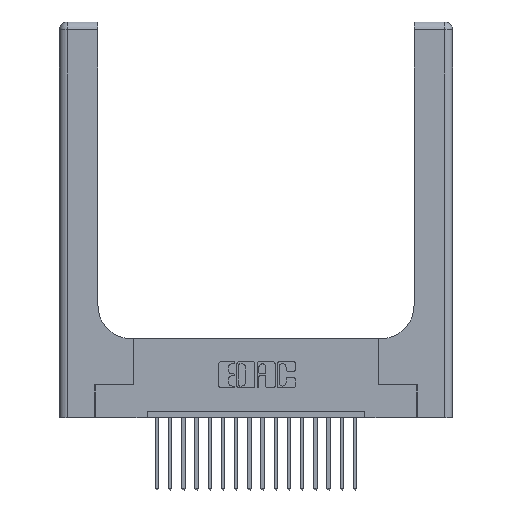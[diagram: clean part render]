
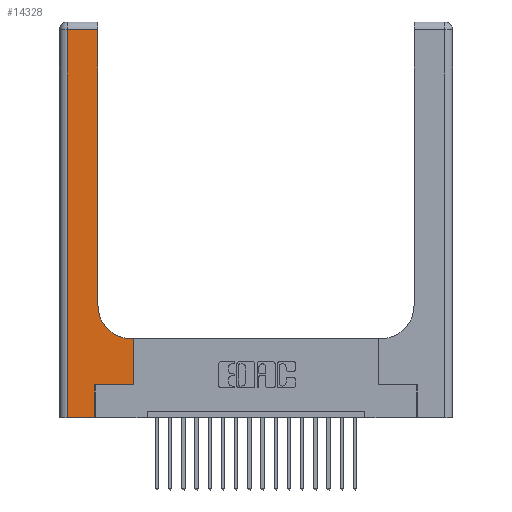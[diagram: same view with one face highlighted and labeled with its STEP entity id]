
A CAD part, top view. The second image highlights one B-rep face of the part: STEP entity #14328.
In plain terms, the highlighted planar face has unit normal (0, 0, 1).
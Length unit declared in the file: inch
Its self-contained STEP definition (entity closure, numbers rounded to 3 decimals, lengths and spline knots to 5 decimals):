
#5 = ORIENTED_EDGE ( 'NONE', *, *, #15726, .T. ) ;
#162 = ORIENTED_EDGE ( 'NONE', *, *, #8292, .T. ) ;
#553 = EDGE_CURVE ( 'NONE', #3990, #5915, #2310, .T. ) ;
#889 = DIRECTION ( 'NONE',  ( 0., 0., -1. ) ) ;
#993 = CARTESIAN_POINT ( 'NONE',  ( 0.5585, 0.6, 0.37 ) ) ;
#1128 = DIRECTION ( 'NONE',  ( 1., 0., 0. ) ) ;
#1284 = VECTOR ( 'NONE', #7289, 39.37008 ) ;
#1469 = AXIS2_PLACEMENT_3D ( 'NONE', #16813, #889, #7140 ) ;
#1649 = VERTEX_POINT ( 'NONE', #11937 ) ;
#2004 = CARTESIAN_POINT ( 'NONE',  ( 0.5585, 0.25, 0.37 ) ) ;
#2231 = EDGE_CURVE ( 'NONE', #20300, #13740, #20132, .T. ) ;
#2244 = LINE ( 'NONE', #6403, #5494 ) ;
#2310 = LINE ( 'NONE', #13323, #17836 ) ;
#2461 = CARTESIAN_POINT ( 'NONE',  ( 0.269, 0., 0.37 ) ) ;
#2477 = VECTOR ( 'NONE', #17953, 39.37008 ) ;
#2956 = LINE ( 'NONE', #20175, #6177 ) ;
#3149 = AXIS2_PLACEMENT_3D ( 'NONE', #11324, #9628, #4943 ) ;
#3241 = CARTESIAN_POINT ( 'NONE',  ( 0.269, 0., 0.37 ) ) ;
#3492 = PLANE ( 'NONE',  #3149 ) ;
#3786 = CARTESIAN_POINT ( 'NONE',  ( 0.2915, 2.94, 0.37 ) ) ;
#3990 = VERTEX_POINT ( 'NONE', #2004 ) ;
#4381 = ORIENTED_EDGE ( 'NONE', *, *, #13208, .T. ) ;
#4483 = ORIENTED_EDGE ( 'NONE', *, *, #2231, .T. ) ;
#4673 = EDGE_CURVE ( 'NONE', #5915, #5914, #6741, .T. ) ;
#4688 = EDGE_CURVE ( 'NONE', #15027, #20300, #12505, .T. ) ;
#4943 = DIRECTION ( 'NONE',  ( -1., 0., 0. ) ) ;
#5494 = VECTOR ( 'NONE', #19235, 39.37008 ) ;
#5768 = EDGE_CURVE ( 'NONE', #5914, #1649, #14220, .T. ) ;
#5914 = VERTEX_POINT ( 'NONE', #13711 ) ;
#5915 = VERTEX_POINT ( 'NONE', #993 ) ;
#6106 = ORIENTED_EDGE ( 'NONE', *, *, #4673, .T. ) ;
#6177 = VECTOR ( 'NONE', #1128, 39.37008 ) ;
#6403 = CARTESIAN_POINT ( 'NONE',  ( 0., 2.94, 0.37 ) ) ;
#6741 = LINE ( 'NONE', #16756, #1284 ) ;
#6904 = ORIENTED_EDGE ( 'NONE', *, *, #4688, .T. ) ;
#7140 = DIRECTION ( 'NONE',  ( 1., 0., 0. ) ) ;
#7214 = EDGE_LOOP ( 'NONE', ( #4381, #162, #6904, #4483, #13408, #5, #19523, #6106, #10480 ) ) ;
#7289 = DIRECTION ( 'NONE',  ( -1., 0., 0. ) ) ;
#8292 = EDGE_CURVE ( 'NONE', #13906, #15027, #2244, .T. ) ;
#8799 = VECTOR ( 'NONE', #11763, 39.37008 ) ;
#8829 = DIRECTION ( 'NONE',  ( 0., -1., 0. ) ) ;
#9175 = FACE_OUTER_BOUND ( 'NONE', #7214, .T. ) ;
#9628 = DIRECTION ( 'NONE',  ( 0., 0., -1. ) ) ;
#10480 = ORIENTED_EDGE ( 'NONE', *, *, #5768, .T. ) ;
#11324 = CARTESIAN_POINT ( 'NONE',  ( 0., 3., 0.37 ) ) ;
#11763 = DIRECTION ( 'NONE',  ( 0., 1., 0. ) ) ;
#11937 = CARTESIAN_POINT ( 'NONE',  ( 0.2915, 0.85, 0.37 ) ) ;
#12505 = LINE ( 'NONE', #13821, #15527 ) ;
#12733 = LINE ( 'NONE', #19499, #2477 ) ;
#13103 = CARTESIAN_POINT ( 'NONE',  ( 0., 0., 0.37 ) ) ;
#13208 = EDGE_CURVE ( 'NONE', #1649, #13906, #12733, .T. ) ;
#13245 = DIRECTION ( 'NONE',  ( 1., 0., 0. ) ) ;
#13323 = CARTESIAN_POINT ( 'NONE',  ( 0.5585, 0.25, 0.37 ) ) ;
#13408 = ORIENTED_EDGE ( 'NONE', *, *, #19022, .T. ) ;
#13553 = CARTESIAN_POINT ( 'NONE',  ( 0.06, 0., 0.37 ) ) ;
#13711 = CARTESIAN_POINT ( 'NONE',  ( 0.5415, 0.6, 0.37 ) ) ;
#13740 = VERTEX_POINT ( 'NONE', #3241 ) ;
#13821 = CARTESIAN_POINT ( 'NONE',  ( 0.06, 3., 0.37 ) ) ;
#13906 = VERTEX_POINT ( 'NONE', #3786 ) ;
#14220 = CIRCLE ( 'NONE', #1469, 0.25 ) ;
#14328 = ADVANCED_FACE ( 'NONE', ( #9175 ), #3492, .F. ) ;
#14595 = LINE ( 'NONE', #2461, #8799 ) ;
#14925 = DIRECTION ( 'NONE',  ( 0., 1., 0. ) ) ;
#15013 = CARTESIAN_POINT ( 'NONE',  ( 0.06, 2.94, 0.37 ) ) ;
#15027 = VERTEX_POINT ( 'NONE', #15013 ) ;
#15527 = VECTOR ( 'NONE', #8829, 39.37008 ) ;
#15726 = EDGE_CURVE ( 'NONE', #18199, #3990, #2956, .T. ) ;
#16355 = VECTOR ( 'NONE', #13245, 39.37008 ) ;
#16756 = CARTESIAN_POINT ( 'NONE',  ( 0.2915, 0.6, 0.37 ) ) ;
#16813 = CARTESIAN_POINT ( 'NONE',  ( 0.5415, 0.85, 0.37 ) ) ;
#16934 = CARTESIAN_POINT ( 'NONE',  ( 0.269, 0.25, 0.37 ) ) ;
#17836 = VECTOR ( 'NONE', #14925, 39.37008 ) ;
#17953 = DIRECTION ( 'NONE',  ( 0., 1., 0. ) ) ;
#18199 = VERTEX_POINT ( 'NONE', #16934 ) ;
#19022 = EDGE_CURVE ( 'NONE', #13740, #18199, #14595, .T. ) ;
#19235 = DIRECTION ( 'NONE',  ( -1., 0., 0. ) ) ;
#19499 = CARTESIAN_POINT ( 'NONE',  ( 0.2915, 3., 0.37 ) ) ;
#19523 = ORIENTED_EDGE ( 'NONE', *, *, #553, .T. ) ;
#20132 = LINE ( 'NONE', #13103, #16355 ) ;
#20175 = CARTESIAN_POINT ( 'NONE',  ( 0.269, 0.25, 0.37 ) ) ;
#20300 = VERTEX_POINT ( 'NONE', #13553 ) ;
